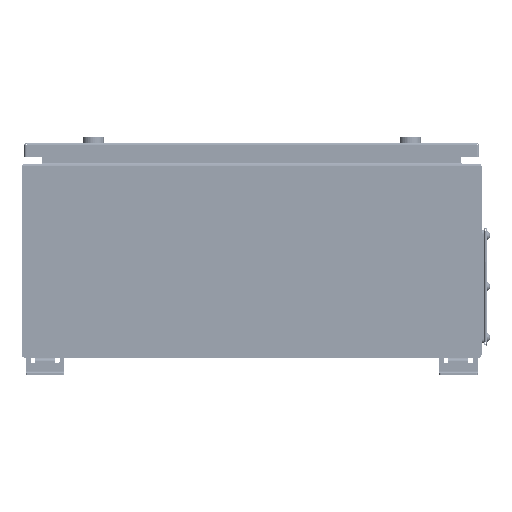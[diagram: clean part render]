
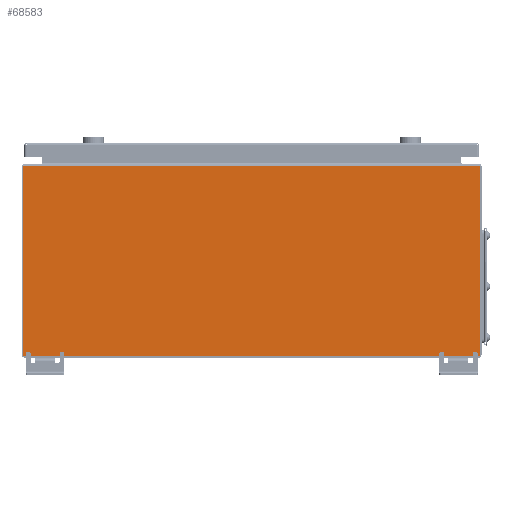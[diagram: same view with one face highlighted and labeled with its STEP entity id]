
A CAD part, left-side view. The second image highlights one B-rep face of the part: STEP entity #68583.
In plain terms, the highlighted planar face has unit normal (-1, 0, 0).
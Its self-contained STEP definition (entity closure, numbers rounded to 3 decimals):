
#93 = CARTESIAN_POINT ( 'NONE',  ( -1.5, -300., -123.5 ) ) ;
#454 = EDGE_CURVE ( 'NONE', #12268, #13699, #45690, .T. ) ;
#1048 = DIRECTION ( 'NONE',  ( -1., 0., 0. ) ) ;
#2548 = ORIENTED_EDGE ( 'NONE', *, *, #10687, .T. ) ;
#3869 = EDGE_LOOP ( 'NONE', ( #34955, #2548, #52791, #8960, #32270, #52279 ) ) ;
#4881 = DIRECTION ( 'NONE',  ( 0., 0., -1. ) ) ;
#5634 = CARTESIAN_POINT ( 'NONE',  ( -1.5, -300., 123.5 ) ) ;
#6781 = DIRECTION ( 'NONE',  ( -1., 0., 0. ) ) ;
#8960 = ORIENTED_EDGE ( 'NONE', *, *, #31027, .T. ) ;
#10687 = EDGE_CURVE ( 'NONE', #21361, #24358, #28438, .T. ) ;
#10770 = LINE ( 'NONE', #68942, #25889 ) ;
#12231 = FACE_OUTER_BOUND ( 'NONE', #3869, .T. ) ;
#12268 = VERTEX_POINT ( 'NONE', #17256 ) ;
#12339 = EDGE_CURVE ( 'NONE', #58467, #24358, #64610, .T. ) ;
#12606 = AXIS2_PLACEMENT_3D ( 'NONE', #54582, #1048, #71979 ) ;
#13699 = VERTEX_POINT ( 'NONE', #18705 ) ;
#17256 = CARTESIAN_POINT ( 'NONE',  ( -1.5, 300., -123.5 ) ) ;
#18187 = VECTOR ( 'NONE', #29290, 1000. ) ;
#18705 = CARTESIAN_POINT ( 'NONE',  ( -1.5, 300., 123.5 ) ) ;
#19227 = CARTESIAN_POINT ( 'NONE',  ( -1.5, -297., -126.5 ) ) ;
#21361 = VERTEX_POINT ( 'NONE', #19227 ) ;
#22928 = DIRECTION ( 'NONE',  ( -1., 0., 0. ) ) ;
#24358 = VERTEX_POINT ( 'NONE', #93 ) ;
#25889 = VECTOR ( 'NONE', #74708, 1000. ) ;
#27131 = CARTESIAN_POINT ( 'NONE',  ( -1.5, -300., 123.5 ) ) ;
#28438 = CIRCLE ( 'NONE', #58205, 3. ) ;
#29290 = DIRECTION ( 'NONE',  ( 0., 1., 0. ) ) ;
#31027 = EDGE_CURVE ( 'NONE', #58467, #13699, #58784, .T. ) ;
#32270 = ORIENTED_EDGE ( 'NONE', *, *, #454, .F. ) ;
#34684 = EDGE_CURVE ( 'NONE', #21361, #69601, #10770, .T. ) ;
#34955 = ORIENTED_EDGE ( 'NONE', *, *, #34684, .F. ) ;
#35530 = CARTESIAN_POINT ( 'NONE',  ( -1.5, 300., 126.5 ) ) ;
#42032 = PLANE ( 'NONE',  #68152 ) ;
#45690 = LINE ( 'NONE', #35530, #72008 ) ;
#51011 = CIRCLE ( 'NONE', #12606, 3. ) ;
#52279 = ORIENTED_EDGE ( 'NONE', *, *, #72132, .T. ) ;
#52300 = DIRECTION ( 'NONE',  ( 0., 0., 1. ) ) ;
#52791 = ORIENTED_EDGE ( 'NONE', *, *, #12339, .F. ) ;
#52993 = CARTESIAN_POINT ( 'NONE',  ( -1.5, 0., 0. ) ) ;
#53584 = DIRECTION ( 'NONE',  ( 0., 0., 1. ) ) ;
#54582 = CARTESIAN_POINT ( 'NONE',  ( -1.5, 297., -123.5 ) ) ;
#56192 = VECTOR ( 'NONE', #4881, 1000. ) ;
#58205 = AXIS2_PLACEMENT_3D ( 'NONE', #65213, #22928, #53584 ) ;
#58467 = VERTEX_POINT ( 'NONE', #27131 ) ;
#58784 = LINE ( 'NONE', #5634, #18187 ) ;
#64242 = DIRECTION ( 'NONE',  ( 0., 0., 1. ) ) ;
#64610 = LINE ( 'NONE', #70399, #56192 ) ;
#65213 = CARTESIAN_POINT ( 'NONE',  ( -1.5, -297., -123.5 ) ) ;
#68152 = AXIS2_PLACEMENT_3D ( 'NONE', #52993, #6781, #64242 ) ;
#68583 = ADVANCED_FACE ( 'NONE', ( #12231 ), #42032, .T. ) ;
#68942 = CARTESIAN_POINT ( 'NONE',  ( -1.5, -300., -126.5 ) ) ;
#69601 = VERTEX_POINT ( 'NONE', #73376 ) ;
#70399 = CARTESIAN_POINT ( 'NONE',  ( -1.5, -300., 126.5 ) ) ;
#71979 = DIRECTION ( 'NONE',  ( 0., 0., 1. ) ) ;
#72008 = VECTOR ( 'NONE', #52300, 1000. ) ;
#72132 = EDGE_CURVE ( 'NONE', #12268, #69601, #51011, .T. ) ;
#73376 = CARTESIAN_POINT ( 'NONE',  ( -1.5, 297., -126.5 ) ) ;
#74708 = DIRECTION ( 'NONE',  ( 0., 1., 0. ) ) ;
